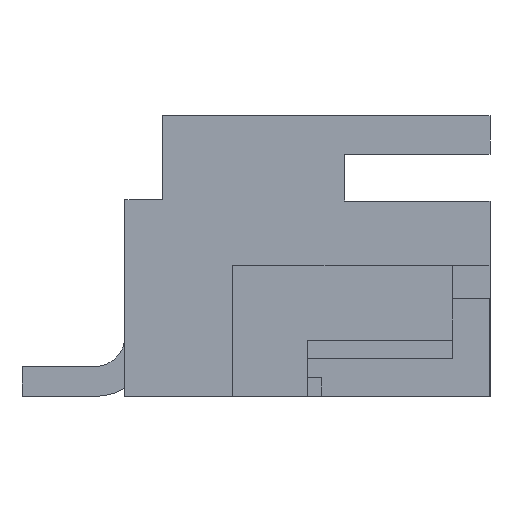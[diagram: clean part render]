
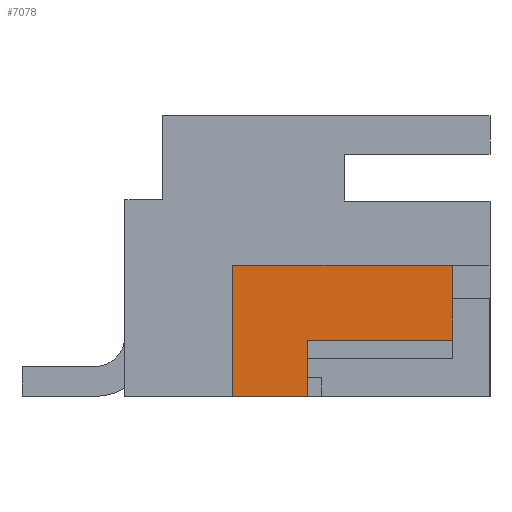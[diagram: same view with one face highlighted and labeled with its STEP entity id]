
A CAD part, left-side view. The second image highlights one B-rep face of the part: STEP entity #7078.
In plain terms, the highlighted planar face has unit normal (-1, 0, 0).
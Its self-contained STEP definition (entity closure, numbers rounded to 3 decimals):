
#1638 = PLANE('',#1639);
#1639 = AXIS2_PLACEMENT_3D('',#1640,#1641,#1642);
#1640 = CARTESIAN_POINT('',(-6.225,-6.325,0.));
#1641 = DIRECTION('',(0.,0.,1.));
#1642 = DIRECTION('',(0.,1.,0.));
#1666 = PLANE('',#1667);
#1667 = AXIS2_PLACEMENT_3D('',#1668,#1669,#1670);
#1668 = CARTESIAN_POINT('',(-6.225,-0.825,0.));
#1669 = DIRECTION('',(0.,-1.,0.));
#1670 = DIRECTION('',(1.,0.,0.));
#1694 = PLANE('',#1695);
#1695 = AXIS2_PLACEMENT_3D('',#1696,#1697,#1698);
#1696 = CARTESIAN_POINT('',(-6.225,1.475,2.8));
#1697 = DIRECTION('',(0.,0.,-1.));
#1698 = DIRECTION('',(0.,-1.,0.));
#4467 = VERTEX_POINT('',#4468);
#4468 = CARTESIAN_POINT('',(-6.225,-0.825,2.8));
#4489 = EDGE_CURVE('',#4467,#4490,#4492,.T.);
#4490 = VERTEX_POINT('',#4491);
#4491 = CARTESIAN_POINT('',(-6.225,-5.525,2.8));
#4492 = SURFACE_CURVE('',#4493,(#4497,#4504),.PCURVE_S1.);
#4493 = LINE('',#4494,#4495);
#4494 = CARTESIAN_POINT('',(-6.225,1.475,2.8));
#4495 = VECTOR('',#4496,1.);
#4496 = DIRECTION('',(0.,-1.,0.));
#4497 = PCURVE('',#1694,#4498);
#4498 = DEFINITIONAL_REPRESENTATION('',(#4499),#4503);
#4499 = LINE('',#4500,#4501);
#4500 = CARTESIAN_POINT('',(0.,0.));
#4501 = VECTOR('',#4502,1.);
#4502 = DIRECTION('',(1.,0.));
#4503 = ( GEOMETRIC_REPRESENTATION_CONTEXT(2) 
PARAMETRIC_REPRESENTATION_CONTEXT() REPRESENTATION_CONTEXT('2D SPACE',''
  ) );
#4504 = PCURVE('',#4505,#4510);
#4505 = PLANE('',#4506);
#4506 = AXIS2_PLACEMENT_3D('',#4507,#4508,#4509);
#4507 = CARTESIAN_POINT('',(-6.225,-6.325,0.));
#4508 = DIRECTION('',(-1.,0.,0.));
#4509 = DIRECTION('',(0.,0.,-1.));
#4510 = DEFINITIONAL_REPRESENTATION('',(#4511),#4515);
#4511 = LINE('',#4512,#4513);
#4512 = CARTESIAN_POINT('',(-2.8,-7.8));
#4513 = VECTOR('',#4514,1.);
#4514 = DIRECTION('',(0.,1.));
#4515 = ( GEOMETRIC_REPRESENTATION_CONTEXT(2) 
PARAMETRIC_REPRESENTATION_CONTEXT() REPRESENTATION_CONTEXT('2D SPACE',''
  ) );
#4533 = PLANE('',#4534);
#4534 = AXIS2_PLACEMENT_3D('',#4535,#4536,#4537);
#4535 = CARTESIAN_POINT('',(-6.225,-5.525,0.));
#4536 = DIRECTION('',(0.,1.,0.));
#4537 = DIRECTION('',(-1.,0.,0.));
#4572 = VERTEX_POINT('',#4573);
#4573 = CARTESIAN_POINT('',(-6.225,-0.825,0.));
#4594 = EDGE_CURVE('',#4572,#4467,#4595,.T.);
#4595 = SURFACE_CURVE('',#4596,(#4600,#4607),.PCURVE_S1.);
#4596 = LINE('',#4597,#4598);
#4597 = CARTESIAN_POINT('',(-6.225,-0.825,0.));
#4598 = VECTOR('',#4599,1.);
#4599 = DIRECTION('',(0.,0.,1.));
#4600 = PCURVE('',#1666,#4601);
#4601 = DEFINITIONAL_REPRESENTATION('',(#4602),#4606);
#4602 = LINE('',#4603,#4604);
#4603 = CARTESIAN_POINT('',(0.,0.));
#4604 = VECTOR('',#4605,1.);
#4605 = DIRECTION('',(0.,1.));
#4606 = ( GEOMETRIC_REPRESENTATION_CONTEXT(2) 
PARAMETRIC_REPRESENTATION_CONTEXT() REPRESENTATION_CONTEXT('2D SPACE',''
  ) );
#4607 = PCURVE('',#4505,#4608);
#4608 = DEFINITIONAL_REPRESENTATION('',(#4609),#4613);
#4609 = LINE('',#4610,#4611);
#4610 = CARTESIAN_POINT('',(0.,-5.5));
#4611 = VECTOR('',#4612,1.);
#4612 = DIRECTION('',(-1.,0.));
#4613 = ( GEOMETRIC_REPRESENTATION_CONTEXT(2) 
PARAMETRIC_REPRESENTATION_CONTEXT() REPRESENTATION_CONTEXT('2D SPACE',''
  ) );
#5142 = VERTEX_POINT('',#5143);
#5143 = CARTESIAN_POINT('',(-6.225,-2.425,0.));
#5157 = PLANE('',#5158);
#5158 = AXIS2_PLACEMENT_3D('',#5159,#5160,#5161);
#5159 = CARTESIAN_POINT('',(-5.65,-2.425,0.5));
#5160 = DIRECTION('',(0.,-1.,0.));
#5161 = DIRECTION('',(0.,0.,1.));
#5169 = EDGE_CURVE('',#4572,#5142,#5170,.T.);
#5170 = SURFACE_CURVE('',#5171,(#5175,#5182),.PCURVE_S1.);
#5171 = LINE('',#5172,#5173);
#5172 = CARTESIAN_POINT('',(-6.225,-6.325,0.));
#5173 = VECTOR('',#5174,1.);
#5174 = DIRECTION('',(0.,-1.,0.));
#5175 = PCURVE('',#1638,#5176);
#5176 = DEFINITIONAL_REPRESENTATION('',(#5177),#5181);
#5177 = LINE('',#5178,#5179);
#5178 = CARTESIAN_POINT('',(0.,0.));
#5179 = VECTOR('',#5180,1.);
#5180 = DIRECTION('',(-1.,0.));
#5181 = ( GEOMETRIC_REPRESENTATION_CONTEXT(2) 
PARAMETRIC_REPRESENTATION_CONTEXT() REPRESENTATION_CONTEXT('2D SPACE',''
  ) );
#5182 = PCURVE('',#4505,#5183);
#5183 = DEFINITIONAL_REPRESENTATION('',(#5184),#5188);
#5184 = LINE('',#5185,#5186);
#5185 = CARTESIAN_POINT('',(-0.,0.));
#5186 = VECTOR('',#5187,1.);
#5187 = DIRECTION('',(0.,1.));
#5188 = ( GEOMETRIC_REPRESENTATION_CONTEXT(2) 
PARAMETRIC_REPRESENTATION_CONTEXT() REPRESENTATION_CONTEXT('2D SPACE',''
  ) );
#7078 = ADVANCED_FACE('',(#7079),#4505,.T.);
#7079 = FACE_BOUND('',#7080,.T.);
#7080 = EDGE_LOOP('',(#7081,#7111,#7132,#7133,#7134,#7135));
#7081 = ORIENTED_EDGE('',*,*,#7082,.T.);
#7082 = EDGE_CURVE('',#7083,#7085,#7087,.T.);
#7083 = VERTEX_POINT('',#7084);
#7084 = CARTESIAN_POINT('',(-6.225,-2.425,1.2));
#7085 = VERTEX_POINT('',#7086);
#7086 = CARTESIAN_POINT('',(-6.225,-5.525,1.2));
#7087 = SURFACE_CURVE('',#7088,(#7092,#7099),.PCURVE_S1.);
#7088 = LINE('',#7089,#7090);
#7089 = CARTESIAN_POINT('',(-6.225,-2.425,1.2));
#7090 = VECTOR('',#7091,1.);
#7091 = DIRECTION('',(0.,-1.,0.));
#7092 = PCURVE('',#4505,#7093);
#7093 = DEFINITIONAL_REPRESENTATION('',(#7094),#7098);
#7094 = LINE('',#7095,#7096);
#7095 = CARTESIAN_POINT('',(-1.2,-3.9));
#7096 = VECTOR('',#7097,1.);
#7097 = DIRECTION('',(0.,1.));
#7098 = ( GEOMETRIC_REPRESENTATION_CONTEXT(2) 
PARAMETRIC_REPRESENTATION_CONTEXT() REPRESENTATION_CONTEXT('2D SPACE',''
  ) );
#7099 = PCURVE('',#7100,#7105);
#7100 = PLANE('',#7101);
#7101 = AXIS2_PLACEMENT_3D('',#7102,#7103,#7104);
#7102 = CARTESIAN_POINT('',(-6.225,-2.425,1.2));
#7103 = DIRECTION('',(0.,0.,1.));
#7104 = DIRECTION('',(-1.,0.,0.));
#7105 = DEFINITIONAL_REPRESENTATION('',(#7106),#7110);
#7106 = LINE('',#7107,#7108);
#7107 = CARTESIAN_POINT('',(0.,0.));
#7108 = VECTOR('',#7109,1.);
#7109 = DIRECTION('',(0.,1.));
#7110 = ( GEOMETRIC_REPRESENTATION_CONTEXT(2) 
PARAMETRIC_REPRESENTATION_CONTEXT() REPRESENTATION_CONTEXT('2D SPACE',''
  ) );
#7111 = ORIENTED_EDGE('',*,*,#7112,.T.);
#7112 = EDGE_CURVE('',#7085,#4490,#7113,.T.);
#7113 = SURFACE_CURVE('',#7114,(#7118,#7125),.PCURVE_S1.);
#7114 = LINE('',#7115,#7116);
#7115 = CARTESIAN_POINT('',(-6.225,-5.525,0.));
#7116 = VECTOR('',#7117,1.);
#7117 = DIRECTION('',(0.,0.,1.));
#7118 = PCURVE('',#4505,#7119);
#7119 = DEFINITIONAL_REPRESENTATION('',(#7120),#7124);
#7120 = LINE('',#7121,#7122);
#7121 = CARTESIAN_POINT('',(0.,-0.8));
#7122 = VECTOR('',#7123,1.);
#7123 = DIRECTION('',(-1.,0.));
#7124 = ( GEOMETRIC_REPRESENTATION_CONTEXT(2) 
PARAMETRIC_REPRESENTATION_CONTEXT() REPRESENTATION_CONTEXT('2D SPACE',''
  ) );
#7125 = PCURVE('',#4533,#7126);
#7126 = DEFINITIONAL_REPRESENTATION('',(#7127),#7131);
#7127 = LINE('',#7128,#7129);
#7128 = CARTESIAN_POINT('',(0.,0.));
#7129 = VECTOR('',#7130,1.);
#7130 = DIRECTION('',(0.,1.));
#7131 = ( GEOMETRIC_REPRESENTATION_CONTEXT(2) 
PARAMETRIC_REPRESENTATION_CONTEXT() REPRESENTATION_CONTEXT('2D SPACE',''
  ) );
#7132 = ORIENTED_EDGE('',*,*,#4489,.F.);
#7133 = ORIENTED_EDGE('',*,*,#4594,.F.);
#7134 = ORIENTED_EDGE('',*,*,#5169,.T.);
#7135 = ORIENTED_EDGE('',*,*,#7136,.F.);
#7136 = EDGE_CURVE('',#7083,#5142,#7137,.T.);
#7137 = SURFACE_CURVE('',#7138,(#7142,#7149),.PCURVE_S1.);
#7138 = LINE('',#7139,#7140);
#7139 = CARTESIAN_POINT('',(-6.225,-2.425,0.));
#7140 = VECTOR('',#7141,1.);
#7141 = DIRECTION('',(0.,0.,-1.));
#7142 = PCURVE('',#4505,#7143);
#7143 = DEFINITIONAL_REPRESENTATION('',(#7144),#7148);
#7144 = LINE('',#7145,#7146);
#7145 = CARTESIAN_POINT('',(0.,-3.9));
#7146 = VECTOR('',#7147,1.);
#7147 = DIRECTION('',(1.,0.));
#7148 = ( GEOMETRIC_REPRESENTATION_CONTEXT(2) 
PARAMETRIC_REPRESENTATION_CONTEXT() REPRESENTATION_CONTEXT('2D SPACE',''
  ) );
#7149 = PCURVE('',#5157,#7150);
#7150 = DEFINITIONAL_REPRESENTATION('',(#7151),#7155);
#7151 = LINE('',#7152,#7153);
#7152 = CARTESIAN_POINT('',(-0.5,0.575));
#7153 = VECTOR('',#7154,1.);
#7154 = DIRECTION('',(-1.,0.));
#7155 = ( GEOMETRIC_REPRESENTATION_CONTEXT(2) 
PARAMETRIC_REPRESENTATION_CONTEXT() REPRESENTATION_CONTEXT('2D SPACE',''
  ) );
